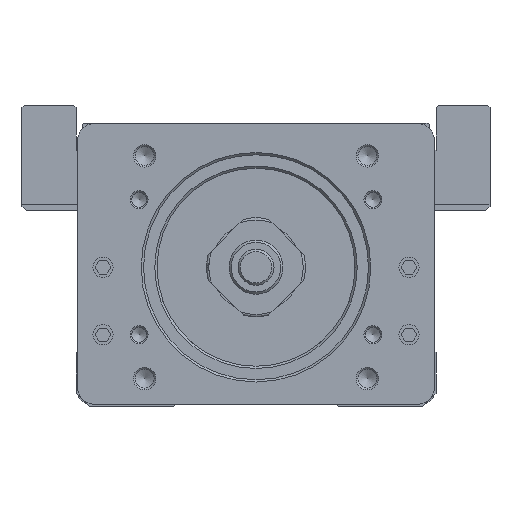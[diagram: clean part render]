
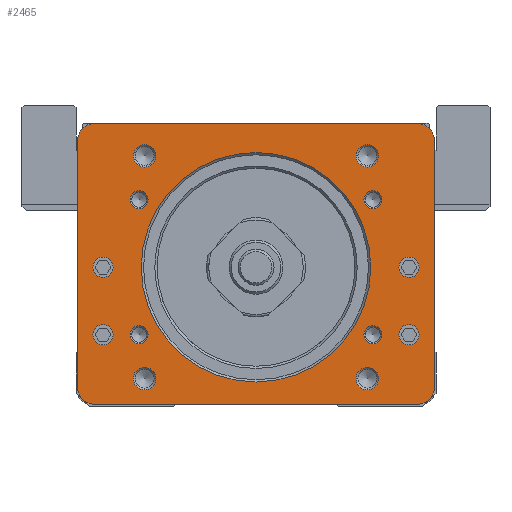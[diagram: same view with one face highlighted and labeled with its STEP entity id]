
A CAD part, front view. The second image highlights one B-rep face of the part: STEP entity #2465.
In plain terms, the highlighted planar face has unit normal (0, -1, 0).
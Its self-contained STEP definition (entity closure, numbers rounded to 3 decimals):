
#1317=FACE_BOUND('',#6726,.T.);
#1318=FACE_BOUND('',#6727,.T.);
#1319=FACE_BOUND('',#6728,.T.);
#1320=FACE_BOUND('',#6729,.T.);
#1321=FACE_BOUND('',#6730,.T.);
#1322=FACE_BOUND('',#6731,.T.);
#1323=FACE_BOUND('',#6732,.T.);
#1324=FACE_BOUND('',#6733,.T.);
#1325=FACE_BOUND('',#6734,.T.);
#1326=FACE_BOUND('',#6735,.T.);
#1327=FACE_BOUND('',#6736,.T.);
#1328=FACE_BOUND('',#6737,.T.);
#1329=FACE_BOUND('',#6738,.T.);
#1330=FACE_BOUND('',#6739,.T.);
#2465=ADVANCED_FACE('',(#1317,#1318,#1319,#1320,#1321,#1322,#1323,#1324,
#1325,#1326,#1327,#1328,#1329,#1330),#3957,.T.);
#3957=PLANE('',#30142);
#6726=EDGE_LOOP('',(#11327));
#6727=EDGE_LOOP('',(#11328));
#6728=EDGE_LOOP('',(#11329));
#6729=EDGE_LOOP('',(#11330));
#6730=EDGE_LOOP('',(#11331));
#6731=EDGE_LOOP('',(#11332));
#6732=EDGE_LOOP('',(#11333));
#6733=EDGE_LOOP('',(#11334));
#6734=EDGE_LOOP('',(#11335));
#6735=EDGE_LOOP('',(#11336));
#6736=EDGE_LOOP('',(#11337));
#6737=EDGE_LOOP('',(#11338));
#6738=EDGE_LOOP('',(#11339));
#6739=EDGE_LOOP('',(#11340,#11341,#11342,#11343,#11344,#11345,#11346,#11347));
#8441=CIRCLE('',#30005,4.);
#8442=CIRCLE('',#30007,4.);
#8443=CIRCLE('',#30009,2.);
#8444=CIRCLE('',#30011,2.);
#8445=CIRCLE('',#30013,2.);
#8446=CIRCLE('',#30015,2.);
#8447=CIRCLE('',#30017,2.5);
#8448=CIRCLE('',#30019,2.5);
#8449=CIRCLE('',#30021,2.5);
#8450=CIRCLE('',#30023,2.5);
#8451=CIRCLE('',#30025,25.5);
#8456=CIRCLE('',#30034,2.25);
#8458=CIRCLE('',#30037,2.25);
#8460=CIRCLE('',#30040,2.25);
#8462=CIRCLE('',#30043,2.25);
#8506=CIRCLE('',#30138,4.);
#8508=CIRCLE('',#30141,4.);
#11327=ORIENTED_EDGE('',*,*,#20787,.T.);
#11328=ORIENTED_EDGE('',*,*,#20786,.T.);
#11329=ORIENTED_EDGE('',*,*,#20785,.T.);
#11330=ORIENTED_EDGE('',*,*,#20784,.T.);
#11331=ORIENTED_EDGE('',*,*,#20783,.T.);
#11332=ORIENTED_EDGE('',*,*,#20782,.T.);
#11333=ORIENTED_EDGE('',*,*,#20781,.T.);
#11334=ORIENTED_EDGE('',*,*,#20780,.T.);
#11335=ORIENTED_EDGE('',*,*,#20779,.T.);
#11336=ORIENTED_EDGE('',*,*,#20799,.T.);
#11337=ORIENTED_EDGE('',*,*,#20797,.T.);
#11338=ORIENTED_EDGE('',*,*,#20795,.T.);
#11339=ORIENTED_EDGE('',*,*,#20793,.T.);
#11340=ORIENTED_EDGE('',*,*,#20907,.T.);
#11341=ORIENTED_EDGE('',*,*,#19805,.T.);
#11342=ORIENTED_EDGE('',*,*,#20909,.T.);
#11343=ORIENTED_EDGE('',*,*,#20900,.T.);
#11344=ORIENTED_EDGE('',*,*,#20777,.T.);
#11345=ORIENTED_EDGE('',*,*,#20841,.T.);
#11346=ORIENTED_EDGE('',*,*,#20774,.T.);
#11347=ORIENTED_EDGE('',*,*,#20893,.T.);
#17043=VERTEX_POINT('',#40237);
#17044=VERTEX_POINT('',#40239);
#17744=VERTEX_POINT('',#43287);
#17745=VERTEX_POINT('',#43289);
#17746=VERTEX_POINT('',#43293);
#17747=VERTEX_POINT('',#43295);
#17748=VERTEX_POINT('',#43299);
#17749=VERTEX_POINT('',#43302);
#17750=VERTEX_POINT('',#43305);
#17751=VERTEX_POINT('',#43308);
#17752=VERTEX_POINT('',#43311);
#17753=VERTEX_POINT('',#43314);
#17754=VERTEX_POINT('',#43317);
#17755=VERTEX_POINT('',#43320);
#17756=VERTEX_POINT('',#43323);
#17761=VERTEX_POINT('',#43338);
#17763=VERTEX_POINT('',#43343);
#17765=VERTEX_POINT('',#43348);
#17767=VERTEX_POINT('',#43353);
#17828=VERTEX_POINT('',#43653);
#17831=VERTEX_POINT('',#43665);
#19805=EDGE_CURVE('',#17044,#17043,#23677,.T.);
#20774=EDGE_CURVE('',#17745,#17744,#8441,.T.);
#20777=EDGE_CURVE('',#17747,#17746,#8442,.T.);
#20779=EDGE_CURVE('',#17748,#17748,#8443,.T.);
#20780=EDGE_CURVE('',#17749,#17749,#8444,.T.);
#20781=EDGE_CURVE('',#17750,#17750,#8445,.T.);
#20782=EDGE_CURVE('',#17751,#17751,#8446,.T.);
#20783=EDGE_CURVE('',#17752,#17752,#8447,.T.);
#20784=EDGE_CURVE('',#17753,#17753,#8448,.T.);
#20785=EDGE_CURVE('',#17754,#17754,#8449,.T.);
#20786=EDGE_CURVE('',#17755,#17755,#8450,.T.);
#20787=EDGE_CURVE('',#17756,#17756,#8451,.T.);
#20793=EDGE_CURVE('',#17761,#17761,#8456,.T.);
#20795=EDGE_CURVE('',#17763,#17763,#8458,.T.);
#20797=EDGE_CURVE('',#17765,#17765,#8460,.T.);
#20799=EDGE_CURVE('',#17767,#17767,#8462,.T.);
#20841=EDGE_CURVE('',#17746,#17745,#24396,.T.);
#20893=EDGE_CURVE('',#17744,#17828,#24421,.T.);
#20900=EDGE_CURVE('',#17831,#17747,#24428,.T.);
#20907=EDGE_CURVE('',#17828,#17044,#8506,.T.);
#20909=EDGE_CURVE('',#17043,#17831,#8508,.T.);
#23677=LINE('',#40238,#26528);
#24396=LINE('',#43498,#27268);
#24421=LINE('',#43654,#27293);
#24428=LINE('',#43664,#27300);
#26528=VECTOR('',#32144,1.);
#27268=VECTOR('',#34230,1.);
#27293=VECTOR('',#34359,1.);
#27300=VECTOR('',#34368,1.);
#30005=AXIS2_PLACEMENT_3D('',#43288,#34069,#34070);
#30007=AXIS2_PLACEMENT_3D('',#43294,#34075,#34076);
#30009=AXIS2_PLACEMENT_3D('',#43298,#34080,#34081);
#30011=AXIS2_PLACEMENT_3D('',#43301,#34084,#34085);
#30013=AXIS2_PLACEMENT_3D('',#43304,#34088,#34089);
#30015=AXIS2_PLACEMENT_3D('',#43307,#34092,#34093);
#30017=AXIS2_PLACEMENT_3D('',#43310,#34096,#34097);
#30019=AXIS2_PLACEMENT_3D('',#43313,#34100,#34101);
#30021=AXIS2_PLACEMENT_3D('',#43316,#34104,#34105);
#30023=AXIS2_PLACEMENT_3D('',#43319,#34108,#34109);
#30025=AXIS2_PLACEMENT_3D('',#43322,#34112,#34113);
#30034=AXIS2_PLACEMENT_3D('',#43337,#34131,#34132);
#30037=AXIS2_PLACEMENT_3D('',#43342,#34137,#34138);
#30040=AXIS2_PLACEMENT_3D('',#43347,#34143,#34144);
#30043=AXIS2_PLACEMENT_3D('',#43352,#34149,#34150);
#30138=AXIS2_PLACEMENT_3D('',#43681,#34395,#34396);
#30141=AXIS2_PLACEMENT_3D('',#43684,#34401,#34402);
#30142=AXIS2_PLACEMENT_3D('',#43685,#34403,#34404);
#32144=DIRECTION('',(1.,0.,0.));
#34069=DIRECTION('',(0.,-1.,0.));
#34070=DIRECTION('',(1.,0.,0.));
#34075=DIRECTION('',(0.,-1.,0.));
#34076=DIRECTION('',(1.,0.,0.));
#34080=DIRECTION('',(0.,1.,0.));
#34081=DIRECTION('',(0.,0.,-1.));
#34084=DIRECTION('',(0.,1.,0.));
#34085=DIRECTION('',(0.,0.,-1.));
#34088=DIRECTION('',(0.,1.,0.));
#34089=DIRECTION('',(0.,0.,-1.));
#34092=DIRECTION('',(0.,1.,0.));
#34093=DIRECTION('',(0.,0.,-1.));
#34096=DIRECTION('',(0.,1.,0.));
#34097=DIRECTION('',(0.,0.,-1.));
#34100=DIRECTION('',(0.,1.,0.));
#34101=DIRECTION('',(0.,0.,-1.));
#34104=DIRECTION('',(0.,1.,0.));
#34105=DIRECTION('',(0.,0.,-1.));
#34108=DIRECTION('',(0.,1.,0.));
#34109=DIRECTION('',(0.,0.,-1.));
#34112=DIRECTION('',(0.,1.,0.));
#34113=DIRECTION('',(0.,0.,-1.));
#34131=DIRECTION('',(0.,1.,0.));
#34132=DIRECTION('',(0.,0.,-1.));
#34137=DIRECTION('',(0.,1.,0.));
#34138=DIRECTION('',(0.,0.,-1.));
#34143=DIRECTION('',(0.,1.,0.));
#34144=DIRECTION('',(0.,0.,-1.));
#34149=DIRECTION('',(0.,1.,0.));
#34150=DIRECTION('',(0.,0.,-1.));
#34230=DIRECTION('',(-1.,0.,0.));
#34359=DIRECTION('',(0.,0.,-1.));
#34368=DIRECTION('',(0.,0.,1.));
#34395=DIRECTION('',(0.,-1.,0.));
#34396=DIRECTION('',(1.,0.,0.));
#34401=DIRECTION('',(0.,-1.,0.));
#34402=DIRECTION('',(1.,0.,0.));
#34403=DIRECTION('',(0.,-1.,0.));
#34404=DIRECTION('',(0.,0.,1.));
#40237=CARTESIAN_POINT('',(35.7,-243.7,-18.5));
#40238=CARTESIAN_POINT('',(-35.7,-243.7,-18.5));
#40239=CARTESIAN_POINT('',(-35.7,-243.7,-18.5));
#43287=CARTESIAN_POINT('',(-39.7,-243.7,40.));
#43288=CARTESIAN_POINT('',(-35.7,-243.7,40.));
#43289=CARTESIAN_POINT('',(-35.7,-243.7,44.));
#43293=CARTESIAN_POINT('',(35.7,-243.7,44.));
#43294=CARTESIAN_POINT('',(35.7,-243.7,40.));
#43295=CARTESIAN_POINT('',(39.7,-243.7,40.));
#43298=CARTESIAN_POINT('',(-25.981,-243.7,27.));
#43299=CARTESIAN_POINT('',(-25.981,-243.7,25.));
#43301=CARTESIAN_POINT('',(-25.981,-243.7,-3.));
#43302=CARTESIAN_POINT('',(-25.981,-243.7,-5.));
#43304=CARTESIAN_POINT('',(25.981,-243.7,27.));
#43305=CARTESIAN_POINT('',(25.981,-243.7,25.));
#43307=CARTESIAN_POINT('',(25.981,-243.7,-3.));
#43308=CARTESIAN_POINT('',(25.981,-243.7,-5.));
#43310=CARTESIAN_POINT('',(24.749,-243.7,36.749));
#43311=CARTESIAN_POINT('',(24.749,-243.7,34.249));
#43313=CARTESIAN_POINT('',(24.749,-243.7,-12.749));
#43314=CARTESIAN_POINT('',(24.749,-243.7,-15.249));
#43316=CARTESIAN_POINT('',(-24.749,-243.7,-12.749));
#43317=CARTESIAN_POINT('',(-24.749,-243.7,-15.249));
#43319=CARTESIAN_POINT('',(-24.749,-243.7,36.749));
#43320=CARTESIAN_POINT('',(-24.749,-243.7,34.249));
#43322=CARTESIAN_POINT('',(0.,-243.7,12.));
#43323=CARTESIAN_POINT('',(0.,-243.7,-13.5));
#43337=CARTESIAN_POINT('',(34.,-243.7,12.));
#43338=CARTESIAN_POINT('',(34.,-243.7,9.75));
#43342=CARTESIAN_POINT('',(34.,-243.7,-3.));
#43343=CARTESIAN_POINT('',(34.,-243.7,-5.25));
#43347=CARTESIAN_POINT('',(-34.,-243.7,12.));
#43348=CARTESIAN_POINT('',(-34.,-243.7,9.75));
#43352=CARTESIAN_POINT('',(-34.,-243.7,-3.));
#43353=CARTESIAN_POINT('',(-34.,-243.7,-5.25));
#43498=CARTESIAN_POINT('',(35.7,-243.7,44.));
#43653=CARTESIAN_POINT('',(-39.7,-243.7,-14.5));
#43654=CARTESIAN_POINT('',(-39.7,-243.7,40.));
#43664=CARTESIAN_POINT('',(39.7,-243.7,-14.5));
#43665=CARTESIAN_POINT('',(39.7,-243.7,-14.5));
#43681=CARTESIAN_POINT('',(-35.7,-243.7,-14.5));
#43684=CARTESIAN_POINT('',(35.7,-243.7,-14.5));
#43685=CARTESIAN_POINT('',(-35.7,-243.7,-14.5));
